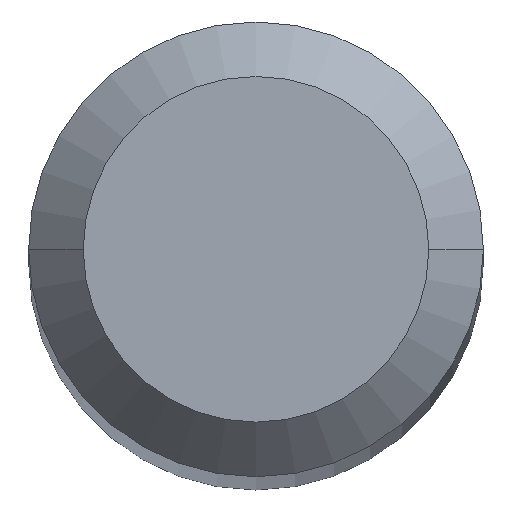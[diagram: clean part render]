
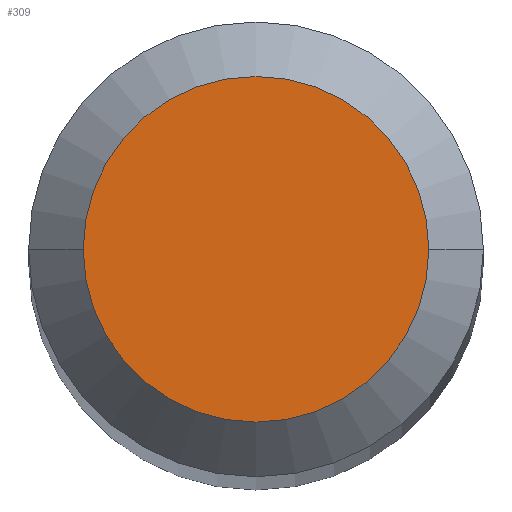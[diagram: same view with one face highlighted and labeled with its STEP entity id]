
A CAD part, top view. The second image highlights one B-rep face of the part: STEP entity #309.
In plain terms, the highlighted planar face has unit normal (0, 0, 1).
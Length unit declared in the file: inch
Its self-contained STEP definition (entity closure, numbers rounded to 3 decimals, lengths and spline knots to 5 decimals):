
#18 = AXIS2_PLACEMENT_3D ( 'NONE', #272, #291, #70 ) ;
#28 = CARTESIAN_POINT ( 'NONE',  ( 0., 0.0475, 0. ) ) ;
#61 = CARTESIAN_POINT ( 'NONE',  ( -0.0475, 0., 0. ) ) ;
#69 = VERTEX_POINT ( 'NONE', #285 ) ;
#70 = DIRECTION ( 'NONE',  ( 1., 0., 0. ) ) ;
#98 = DIRECTION ( 'NONE',  ( 0., 0., 1. ) ) ;
#151 = ORIENTED_EDGE ( 'NONE', *, *, #438, .T. ) ;
#156 = EDGE_CURVE ( 'NONE', #228, #69, #339, .T. ) ;
#165 = PLANE ( 'NONE',  #312 ) ;
#201 = DIRECTION ( 'NONE',  ( 1., 0., 0. ) ) ;
#228 = VERTEX_POINT ( 'NONE', #61 ) ;
#236 = CARTESIAN_POINT ( 'NONE',  ( 0., 0., 0. ) ) ;
#240 = CIRCLE ( 'NONE', #18, 0.0475 ) ;
#272 = CARTESIAN_POINT ( 'NONE',  ( 0., 0., 0. ) ) ;
#275 = DIRECTION ( 'NONE',  ( -1., 0., 0. ) ) ;
#285 = CARTESIAN_POINT ( 'NONE',  ( 0.0475, 0., 0. ) ) ;
#291 = DIRECTION ( 'NONE',  ( 0., 0., 1. ) ) ;
#309 = ADVANCED_FACE ( 'NONE', ( #380 ), #165, .F. ) ;
#312 = AXIS2_PLACEMENT_3D ( 'NONE', #28, #415, #275 ) ;
#339 = CIRCLE ( 'NONE', #408, 0.0475 ) ;
#367 = ORIENTED_EDGE ( 'NONE', *, *, #156, .T. ) ;
#380 = FACE_OUTER_BOUND ( 'NONE', #429, .T. ) ;
#408 = AXIS2_PLACEMENT_3D ( 'NONE', #236, #98, #201 ) ;
#415 = DIRECTION ( 'NONE',  ( 0., 0., -1. ) ) ;
#429 = EDGE_LOOP ( 'NONE', ( #367, #151 ) ) ;
#438 = EDGE_CURVE ( 'NONE', #69, #228, #240, .T. ) ;
